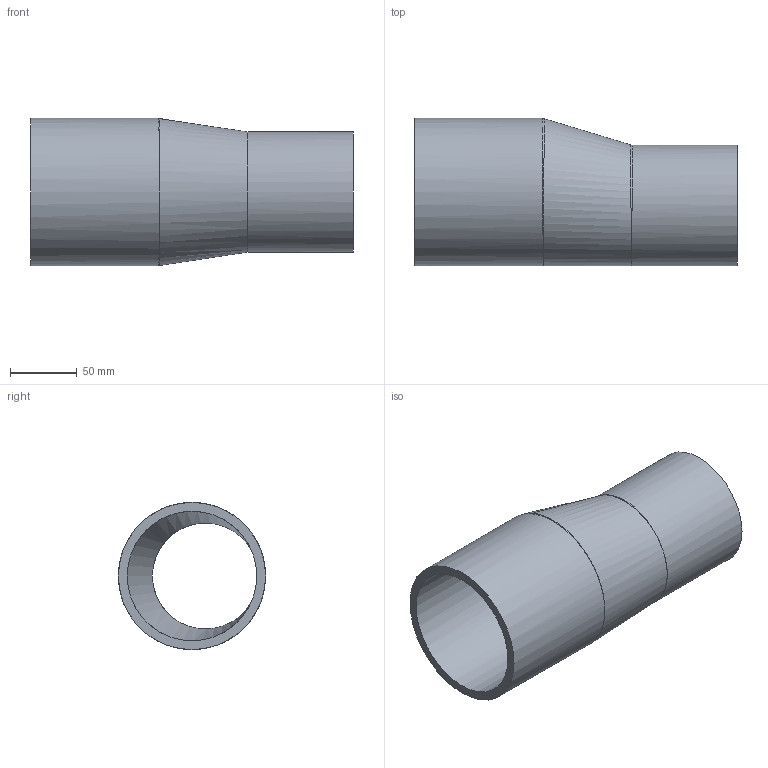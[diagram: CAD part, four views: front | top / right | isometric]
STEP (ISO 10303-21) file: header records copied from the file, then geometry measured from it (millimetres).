
FILE_DESCRIPTION(/* description */ ('PE100 Eccentric Reduction Long, Ø110-090, SDR17'),/* implementation_level */ '2;1');
FILE_NAME(/* name */ 'REL-EX17-RC-110-090',/* time_stamp */ '2022-07-06T16:14:56+02:00',/* author */ ('COAB Solutions'),/* organization */ ('GPA Flowsystem'),/* preprocessor_version */ 'ST-DEVELOPER v18.1',/* originating_system */ 'www.coabsolutions.com',/* authorisation */ '');
FILE_SCHEMA (('AUTOMOTIVE_DESIGN { 1 0 10303 214 3 1 1 }'));
Length unit declared in the file: millimetre
Products named in the file (1): REL-EX17-RC-110-090
Bounding box: 241 x 110 x 110 mm (x, y, z)
Volume: 436534.8 mm3; surface area: 147533 mm2
Topology: 1 solids, 1 shells, 10 faces, 28 edges, 16 vertices
Faces by surface type: bspline 4, cylinder 4, plane 2
Full cylindrical faces by diameter (mm): 79.2 x1, 90 x1, 96.8 x1, 110 x1
Entity records: 915 total; most frequent: CARTESIAN_POINT 651, ORIENTED_EDGE 48, DIRECTION 42, EDGE_CURVE 24, AXIS2_PLACEMENT_3D 19, VERTEX_POINT 16, CIRCLE 12, EDGE_LOOP 12
